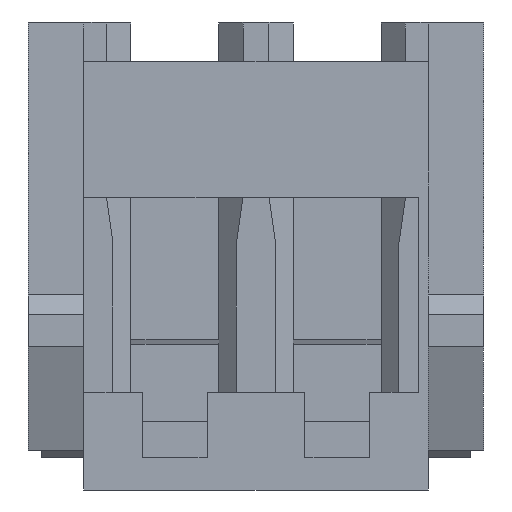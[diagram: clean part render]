
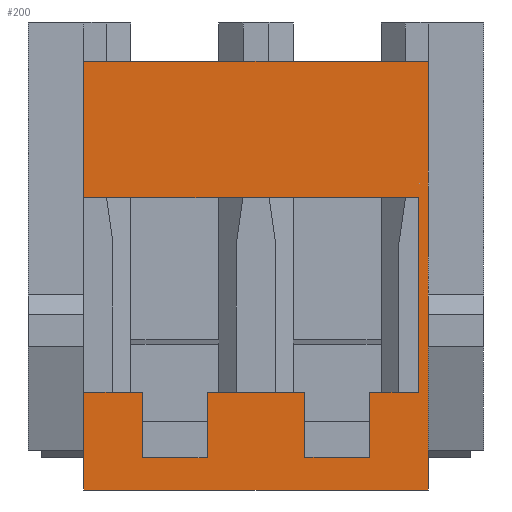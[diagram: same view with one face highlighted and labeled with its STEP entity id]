
A CAD part, front view. The second image highlights one B-rep face of the part: STEP entity #200.
In plain terms, the highlighted planar face has unit normal (0, -1, 0).
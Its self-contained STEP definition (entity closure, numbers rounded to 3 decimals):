
#200 = ADVANCED_FACE( '', ( #493 ), #494, .T. );
#493 = FACE_OUTER_BOUND( '', #880, .T. );
#494 = PLANE( '', #881 );
#880 = EDGE_LOOP( '', ( #1344, #1345, #1346, #1347, #1348, #1349, #1350, #1351, #1352, #1353, #1354, #1355, #1356, #1357, #1358, #1359 ) );
#881 = AXIS2_PLACEMENT_3D( '', #1360, #1361, #1362 );
#1344 = ORIENTED_EDGE( '', *, *, #2468, .F. );
#1345 = ORIENTED_EDGE( '', *, *, #2469, .F. );
#1346 = ORIENTED_EDGE( '', *, *, #2470, .F. );
#1347 = ORIENTED_EDGE( '', *, *, #2471, .T. );
#1348 = ORIENTED_EDGE( '', *, *, #2472, .T. );
#1349 = ORIENTED_EDGE( '', *, *, #2473, .T. );
#1350 = ORIENTED_EDGE( '', *, *, #2474, .T. );
#1351 = ORIENTED_EDGE( '', *, *, #2413, .T. );
#1352 = ORIENTED_EDGE( '', *, *, #2475, .T. );
#1353 = ORIENTED_EDGE( '', *, *, #2476, .T. );
#1354 = ORIENTED_EDGE( '', *, *, #2477, .T. );
#1355 = ORIENTED_EDGE( '', *, *, #2478, .T. );
#1356 = ORIENTED_EDGE( '', *, *, #2479, .T. );
#1357 = ORIENTED_EDGE( '', *, *, #2480, .T. );
#1358 = ORIENTED_EDGE( '', *, *, #2481, .F. );
#1359 = ORIENTED_EDGE( '', *, *, #2482, .F. );
#1360 = CARTESIAN_POINT( '', ( 3.5, -1.9, -3.25 ) );
#1361 = DIRECTION( '', ( 0., -1., 0. ) );
#1362 = DIRECTION( '', ( 0., 0., -1. ) );
#2413 = EDGE_CURVE( '', #2902, #2903, #2904, .T. );
#2468 = EDGE_CURVE( '', #3000, #3001, #3002, .T. );
#2469 = EDGE_CURVE( '', #3003, #3000, #3004, .T. );
#2470 = EDGE_CURVE( '', #3005, #3003, #3006, .T. );
#2471 = EDGE_CURVE( '', #3005, #3007, #3008, .T. );
#2472 = EDGE_CURVE( '', #3007, #3009, #3010, .T. );
#2473 = EDGE_CURVE( '', #3009, #3011, #3012, .T. );
#2474 = EDGE_CURVE( '', #3011, #2902, #3013, .T. );
#2475 = EDGE_CURVE( '', #2903, #3014, #3015, .T. );
#2476 = EDGE_CURVE( '', #3014, #3016, #3017, .T. );
#2477 = EDGE_CURVE( '', #3016, #3018, #3019, .T. );
#2478 = EDGE_CURVE( '', #3018, #3020, #3021, .T. );
#2479 = EDGE_CURVE( '', #3020, #3022, #3023, .T. );
#2480 = EDGE_CURVE( '', #3022, #3024, #3025, .T. );
#2481 = EDGE_CURVE( '', #3026, #3024, #3027, .T. );
#2482 = EDGE_CURVE( '', #3001, #3026, #3028, .T. );
#2902 = VERTEX_POINT( '', #3605 );
#2903 = VERTEX_POINT( '', #3606 );
#2904 = LINE( '', #3607, #3608 );
#3000 = VERTEX_POINT( '', #3749 );
#3001 = VERTEX_POINT( '', #3750 );
#3002 = LINE( '', #3751, #3752 );
#3003 = VERTEX_POINT( '', #3753 );
#3004 = LINE( '', #3754, #3755 );
#3005 = VERTEX_POINT( '', #3756 );
#3006 = LINE( '', #3757, #3758 );
#3007 = VERTEX_POINT( '', #3759 );
#3008 = LINE( '', #3760, #3761 );
#3009 = VERTEX_POINT( '', #3762 );
#3010 = LINE( '', #3763, #3764 );
#3011 = VERTEX_POINT( '', #3765 );
#3012 = LINE( '', #3766, #3767 );
#3013 = LINE( '', #3768, #3769 );
#3014 = VERTEX_POINT( '', #3770 );
#3015 = LINE( '', #3771, #3772 );
#3016 = VERTEX_POINT( '', #3773 );
#3017 = LINE( '', #3774, #3775 );
#3018 = VERTEX_POINT( '', #3776 );
#3019 = LINE( '', #3777, #3778 );
#3020 = VERTEX_POINT( '', #3779 );
#3021 = LINE( '', #3780, #3781 );
#3022 = VERTEX_POINT( '', #3782 );
#3023 = LINE( '', #3783, #3784 );
#3024 = VERTEX_POINT( '', #3785 );
#3025 = LINE( '', #3786, #3787 );
#3026 = VERTEX_POINT( '', #3788 );
#3027 = LINE( '', #3789, #3790 );
#3028 = LINE( '', #3791, #3792 );
#3605 = CARTESIAN_POINT( '', ( 1.748, -1.9, -2.75 ) );
#3606 = CARTESIAN_POINT( '', ( 0.753, -1.9, -2.75 ) );
#3607 = CARTESIAN_POINT( '', ( 1.748, -1.9, -2.75 ) );
#3608 = VECTOR( '', #4559, 1000. );
#3749 = CARTESIAN_POINT( '', ( 2.65, -1.9, 3.35 ) );
#3750 = CARTESIAN_POINT( '', ( 2.65, -1.9, -3.25 ) );
#3751 = CARTESIAN_POINT( '', ( 2.65, -1.9, 3.95 ) );
#3752 = VECTOR( '', #4605, 1000. );
#3753 = CARTESIAN_POINT( '', ( -2.65, -1.9, 3.35 ) );
#3754 = CARTESIAN_POINT( '', ( -2.65, -1.9, 3.35 ) );
#3755 = VECTOR( '', #4606, 1000. );
#3756 = CARTESIAN_POINT( '', ( -2.65, -1.9, 1.25 ) );
#3757 = CARTESIAN_POINT( '', ( -2.65, -1.9, -3.25 ) );
#3758 = VECTOR( '', #4607, 1000. );
#3759 = CARTESIAN_POINT( '', ( 2.5, -1.9, 1.25 ) );
#3760 = CARTESIAN_POINT( '', ( -1.925, -1.9, 1.25 ) );
#3761 = VECTOR( '', #4608, 1000. );
#3762 = CARTESIAN_POINT( '', ( 2.5, -1.9, -1.75 ) );
#3763 = CARTESIAN_POINT( '', ( 2.5, -1.9, 1.25 ) );
#3764 = VECTOR( '', #4609, 1000. );
#3765 = CARTESIAN_POINT( '', ( 1.748, -1.9, -1.75 ) );
#3766 = CARTESIAN_POINT( '', ( 2.5, -1.9, -1.75 ) );
#3767 = VECTOR( '', #4610, 1000. );
#3768 = CARTESIAN_POINT( '', ( 1.748, -1.9, -1.75 ) );
#3769 = VECTOR( '', #4611, 1000. );
#3770 = CARTESIAN_POINT( '', ( 0.753, -1.9, -1.75 ) );
#3771 = CARTESIAN_POINT( '', ( 0.753, -1.9, -2.75 ) );
#3772 = VECTOR( '', #4612, 1000. );
#3773 = CARTESIAN_POINT( '', ( -0.753, -1.9, -1.75 ) );
#3774 = CARTESIAN_POINT( '', ( 0., -1.9, -1.75 ) );
#3775 = VECTOR( '', #4613, 1000. );
#3776 = CARTESIAN_POINT( '', ( -0.753, -1.9, -2.75 ) );
#3777 = CARTESIAN_POINT( '', ( -0.753, -1.9, -1.75 ) );
#3778 = VECTOR( '', #4614, 1000. );
#3779 = CARTESIAN_POINT( '', ( -1.748, -1.9, -2.75 ) );
#3780 = CARTESIAN_POINT( '', ( -0.753, -1.9, -2.75 ) );
#3781 = VECTOR( '', #4615, 1000. );
#3782 = CARTESIAN_POINT( '', ( -1.748, -1.9, -1.75 ) );
#3783 = CARTESIAN_POINT( '', ( -1.748, -1.9, -2.75 ) );
#3784 = VECTOR( '', #4616, 1000. );
#3785 = CARTESIAN_POINT( '', ( -2.65, -1.9, -1.75 ) );
#3786 = CARTESIAN_POINT( '', ( -1.748, -1.9, -1.75 ) );
#3787 = VECTOR( '', #4617, 1000. );
#3788 = CARTESIAN_POINT( '', ( -2.65, -1.9, -3.25 ) );
#3789 = CARTESIAN_POINT( '', ( -2.65, -1.9, -3.25 ) );
#3790 = VECTOR( '', #4618, 1000. );
#3791 = CARTESIAN_POINT( '', ( 3.5, -1.9, -3.25 ) );
#3792 = VECTOR( '', #4619, 1000. );
#4559 = DIRECTION( '', ( -1., 0., 0. ) );
#4605 = DIRECTION( '', ( 0., 0., -1. ) );
#4606 = DIRECTION( '', ( 1., 0., 0. ) );
#4607 = DIRECTION( '', ( 0., 0., 1. ) );
#4608 = DIRECTION( '', ( 1., 0., 0. ) );
#4609 = DIRECTION( '', ( 0., 0., -1. ) );
#4610 = DIRECTION( '', ( -1., 0., 0. ) );
#4611 = DIRECTION( '', ( 0., 0., -1. ) );
#4612 = DIRECTION( '', ( 0., 0., 1. ) );
#4613 = DIRECTION( '', ( -1., 0., 0. ) );
#4614 = DIRECTION( '', ( 0., 0., -1. ) );
#4615 = DIRECTION( '', ( -1., 0., 0. ) );
#4616 = DIRECTION( '', ( 0., 0., 1. ) );
#4617 = DIRECTION( '', ( -1., 0., 0. ) );
#4618 = DIRECTION( '', ( 0., 0., 1. ) );
#4619 = DIRECTION( '', ( -1., 0., 0. ) );
